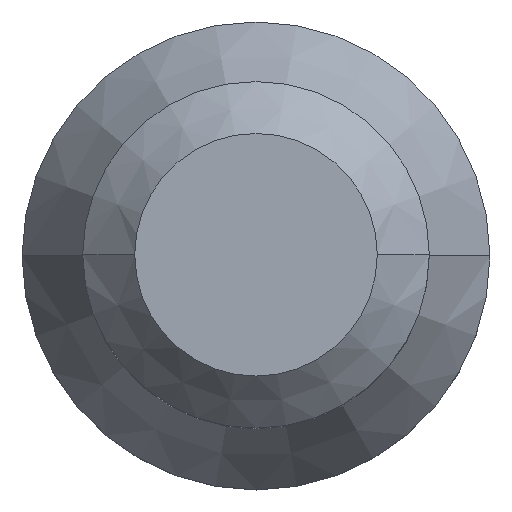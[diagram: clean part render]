
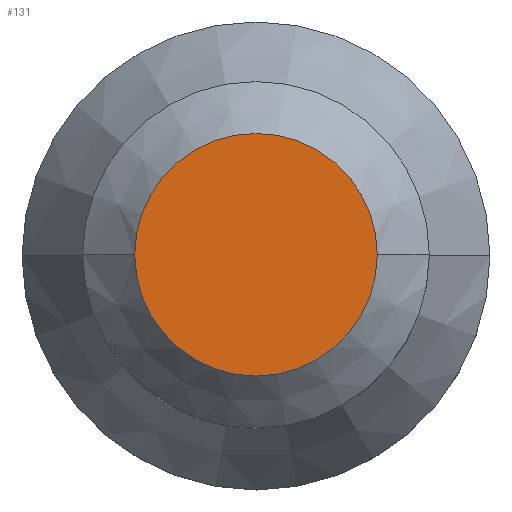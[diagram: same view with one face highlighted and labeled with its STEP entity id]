
A CAD part, top view. The second image highlights one B-rep face of the part: STEP entity #131.
In plain terms, the highlighted planar face has unit normal (0, 0, 1).
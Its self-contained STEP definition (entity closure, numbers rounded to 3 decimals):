
#131=ADVANCED_FACE('',(#163),#161,.T.);
#161=PLANE('',#530);
#163=FACE_OUTER_BOUND('',#192,.T.);
#192=EDGE_LOOP('',(#223,#224));
#223=ORIENTED_EDGE('',*,*,#406,.T.);
#224=ORIENTED_EDGE('',*,*,#407,.F.);
#363=VERTEX_POINT('',#745);
#364=VERTEX_POINT('',#746);
#406=EDGE_CURVE('',#363,#364,#476,.T.);
#407=EDGE_CURVE('',#363,#364,#477,.T.);
#476=CIRCLE('',#528,0.7);
#477=CIRCLE('',#529,0.7);
#528=AXIS2_PLACEMENT_3D('',#744,#594,#595);
#529=AXIS2_PLACEMENT_3D('',#747,#596,#597);
#530=AXIS2_PLACEMENT_3D('',#748,#598,#599);
#594=DIRECTION('',(0.,0.,1.));
#595=DIRECTION('',(1.,0.,0.));
#596=DIRECTION('',(0.,0.,-1.));
#597=DIRECTION('',(1.,0.,0.));
#598=DIRECTION('',(0.,0.,1.));
#599=DIRECTION('',(1.,0.,0.));
#744=CARTESIAN_POINT('',(0.,0.,4.6));
#745=CARTESIAN_POINT('',(0.7,0.,4.6));
#746=CARTESIAN_POINT('',(-0.7,0.,4.6));
#747=CARTESIAN_POINT('',(0.,0.,4.6));
#748=CARTESIAN_POINT('',(0.,0.,4.6));
